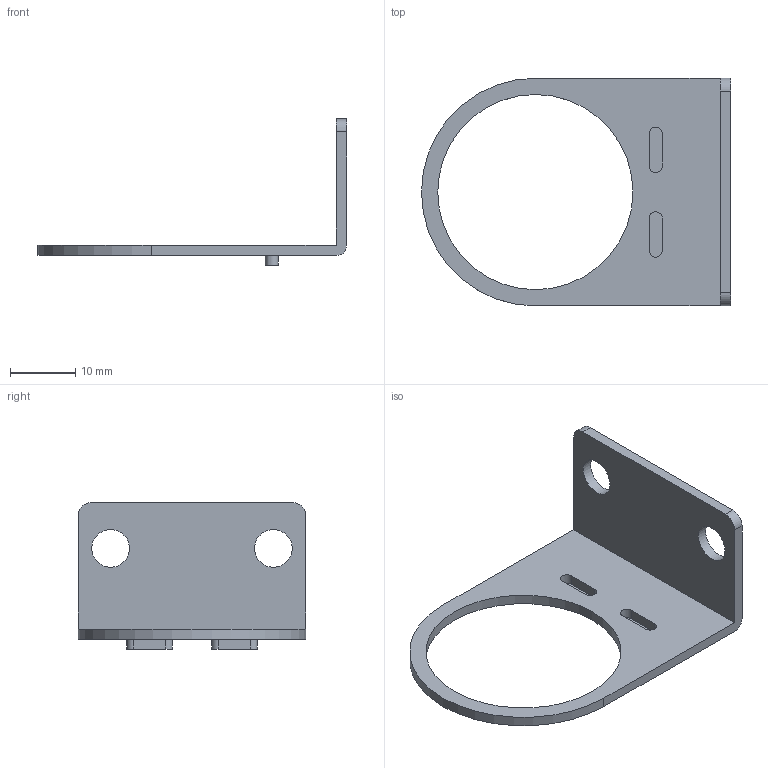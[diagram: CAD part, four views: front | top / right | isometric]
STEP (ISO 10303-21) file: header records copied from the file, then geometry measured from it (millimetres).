
FILE_DESCRIPTION( ( 'Unknown' ), '1' );
FILE_NAME( 'B1-MAR200.stp', 'Unknown', ( 'Unknown' ), ( 'Unknown' ), 'PSStep 15.0.49', 'Unknown', ' ' );
FILE_SCHEMA( ( 'AUTOMOTIVE_DESIGN { 1 0 10303 214 1 1 1 1 }' ) );
Length unit declared in the file: millimetre
Products named in the file (1): 1
Bounding box: 47.5 x 35 x 22.5 mm (x, y, z)
Volume: 2298.3 mm3; surface area: 3483.1 mm2
Topology: 1 solids, 1 shells, 34 faces, 85 edges, 57 vertices
Faces by surface type: plane 19, cylinder 15
Full cylindrical faces by diameter (mm): 5.8 x2, 30 x1
Entity records: 1303 total; most frequent: DIRECTION 181, CARTESIAN_POINT 172, ORIENTED_EDGE 162, EDGE_CURVE 81, AXIS2_PLACEMENT_3D 65, VERTEX_POINT 56, LINE 51, VECTOR 51
